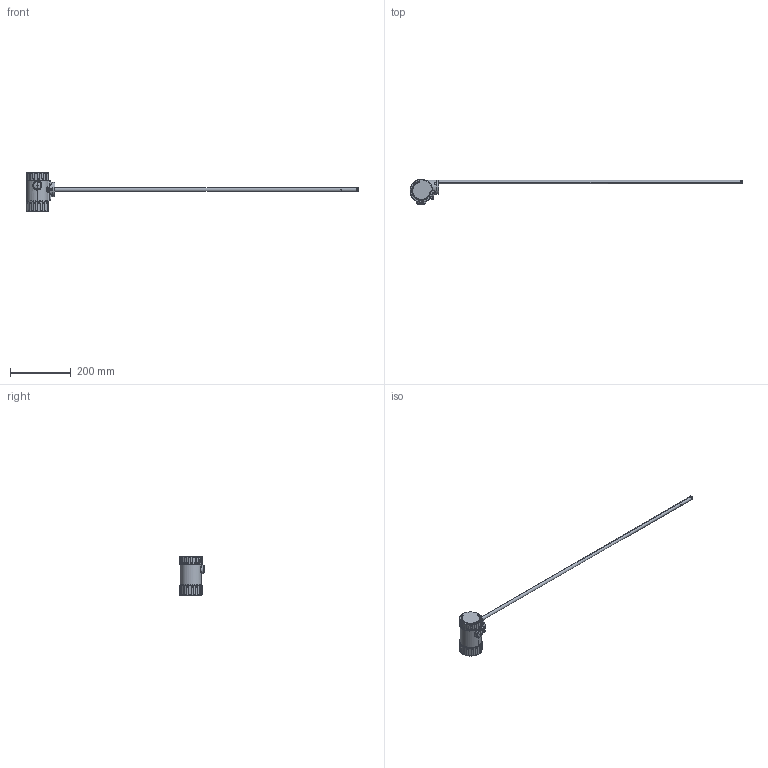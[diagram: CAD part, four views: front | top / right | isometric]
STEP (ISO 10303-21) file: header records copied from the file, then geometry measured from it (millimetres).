
FILE_DESCRIPTION (( 'STEP AP214' ), '1' );
FILE_NAME ('F1500000.STEP', '2023-01-13T07:14:46', ( '' ), ( '' ), 'SwSTEP 2.0', 'SolidWorks 2019', '' );
FILE_SCHEMA (( 'AUTOMOTIVE_DESIGN' ));
Length unit declared in the file: millimetre
Products named in the file (1): F1500000
Bounding box: 1094.5 x 82.99 x 127.51 mm (x, y, z)
Volume: 690077.1 mm3; surface area: 86136.7 mm2
Topology: 1 solids, 1 shells, 1701 faces, 4643 edges, 3062 vertices
Faces by surface type: plane 1175, bspline 271, cylinder 139, sphere 66, cone 38, torus 12
Entity records: 68257 total; most frequent: CARTESIAN_POINT 26000, ORIENTED_EDGE 9270, DIRECTION 7229, EDGE_CURVE 4635, LINE 3415, VECTOR 3415, VERTEX_POINT 3062, AXIS2_PLACEMENT_3D 1907
